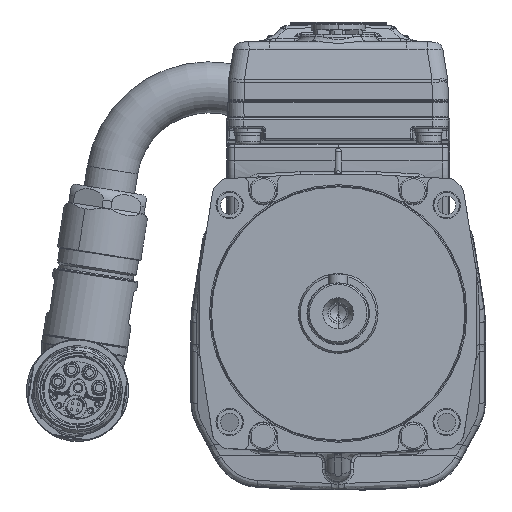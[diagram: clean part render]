
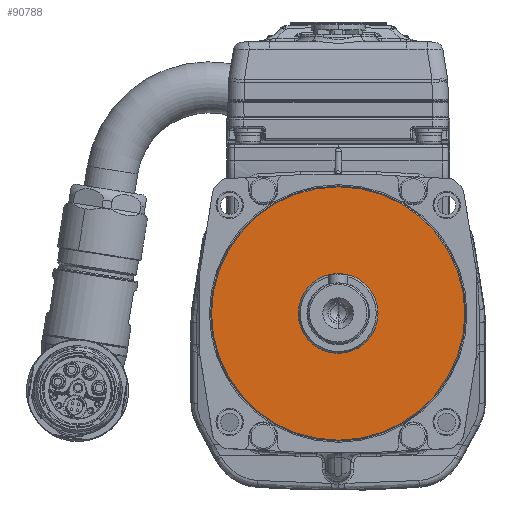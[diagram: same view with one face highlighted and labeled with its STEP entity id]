
A CAD part, top view. The second image highlights one B-rep face of the part: STEP entity #90788.
In plain terms, the highlighted planar face has unit normal (0, 0, 1).
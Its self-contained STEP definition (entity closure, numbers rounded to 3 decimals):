
#90581=CARTESIAN_POINT('',(0.,0.,
4.));
#90582=DIRECTION('',(0.,0.,-1.));
#90583=DIRECTION('',(0.,1.,0.));
#90584=AXIS2_PLACEMENT_3D('',#90581,#90582,#90583);
#90586=CARTESIAN_POINT('',(0.,0.,
4.));
#90587=DIRECTION('',(0.,0.,-1.));
#90588=DIRECTION('',(0.,-1.,0.));
#90589=AXIS2_PLACEMENT_3D('',#90586,#90587,#90588);
#90681=CARTESIAN_POINT('',(0.,39.711,4.));
#90682=VERTEX_POINT('',#90681);
#90683=CARTESIAN_POINT('',(0.,-39.711,
4.));
#90684=VERTEX_POINT('',#90683);
#90779=CARTESIAN_POINT('',(0.,0.,4.));
#90780=DIRECTION('',(0.,0.,-1.));
#90781=DIRECTION('',(1.,0.,0.));
#90782=AXIS2_PLACEMENT_3D('',#90779,#90780,#90781);
#90783=PLANE('',#90782);
#90784=ORIENTED_EDGE('',*,*,#90746,.T.);
#90785=ORIENTED_EDGE('',*,*,#90764,.T.);
#90786=EDGE_LOOP('',(#90784,#90785));
#90787=FACE_OUTER_BOUND('',#90786,.F.);
#90788=ADVANCED_FACE('',(#90787),#90783,.F.);
#90585=CIRCLE('',#90584,39.711);
#90590=CIRCLE('',#90589,39.711);
#90746=EDGE_CURVE('',#90682,#90684,#90585,.T.);
#90764=EDGE_CURVE('',#90684,#90682,#90590,.T.);
